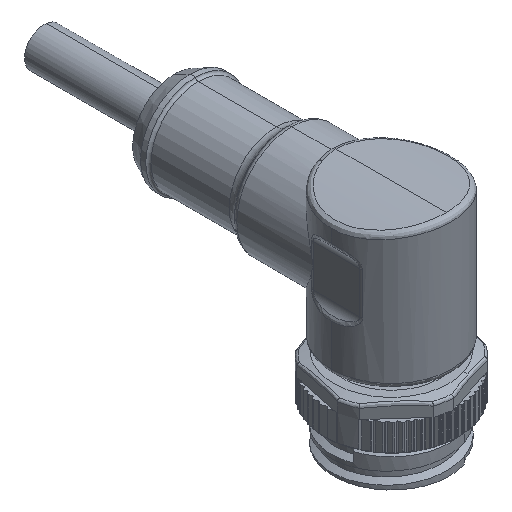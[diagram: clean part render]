
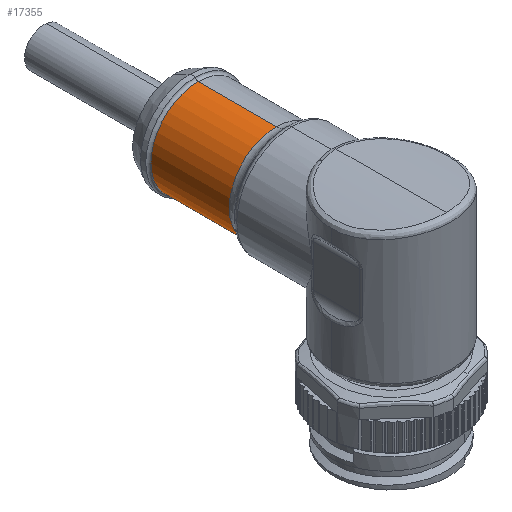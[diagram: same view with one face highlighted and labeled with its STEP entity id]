
A CAD part, isometric view. The second image highlights one B-rep face of the part: STEP entity #17355.
In plain terms, the highlighted cylindrical face has radius 9 mm (diameter 18 mm), a partial arc.
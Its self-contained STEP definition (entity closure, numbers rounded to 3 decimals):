
#17164=AXIS2_PLACEMENT_3D('Circle Axis2P3D',#17162,#17163,$) ;
#17328=AXIS2_PLACEMENT_3D('Cylinder Axis2P3D',#17325,#17326,#17327) ;
#17339=AXIS2_PLACEMENT_3D('Circle Axis2P3D',#17337,#17338,$) ;
#17162=CARTESIAN_POINT('Axis2P3D Location',(12.977,35.023,32.843)) ;
#17166=CARTESIAN_POINT('Vertex',(12.977,35.023,23.843)) ;
#17168=CARTESIAN_POINT('Vertex',(12.977,35.023,41.843)) ;
#17325=CARTESIAN_POINT('Axis2P3D Location',(12.977,41.487,32.843)) ;
#17330=CARTESIAN_POINT('Line Origine',(12.977,41.487,41.843)) ;
#17334=CARTESIAN_POINT('Vertex',(12.977,49.987,41.843)) ;
#17337=CARTESIAN_POINT('Axis2P3D Location',(12.977,49.987,32.843)) ;
#17341=CARTESIAN_POINT('Vertex',(12.977,49.987,23.843)) ;
#17344=CARTESIAN_POINT('Line Origine',(12.977,41.487,23.843)) ;
#17163=DIRECTION('Axis2P3D Direction',(0.,1.,0.)) ;
#17326=DIRECTION('Axis2P3D Direction',(0.,-1.,0.)) ;
#17327=DIRECTION('Axis2P3D XDirection',(0.,0.,-1.)) ;
#17331=DIRECTION('Vector Direction',(0.,-1.,0.)) ;
#17338=DIRECTION('Axis2P3D Direction',(0.,-1.,0.)) ;
#17345=DIRECTION('Vector Direction',(0.,-1.,0.)) ;
#17332=VECTOR('Line Direction',#17331,1.) ;
#17346=VECTOR('Line Direction',#17345,1.) ;
#17350=ORIENTED_EDGE('',*,*,#17336,.F.) ;
#17351=ORIENTED_EDGE('',*,*,#17343,.T.) ;
#17352=ORIENTED_EDGE('',*,*,#17348,.F.) ;
#17353=ORIENTED_EDGE('',*,*,#17170,.T.) ;
#17355=ADVANCED_FACE('Hauptk\X2\00F6\X0\rper',(#17354),#17329,.T.) ;
#17165=CIRCLE('generated circle',#17164,9.) ;
#17340=CIRCLE('generated circle',#17339,9.) ;
#17329=CYLINDRICAL_SURFACE('generated cylinder',#17328,9.) ;
#17170=EDGE_CURVE('',#17167,#17169,#17165,.T.) ;
#17336=EDGE_CURVE('',#17335,#17169,#17333,.T.) ;
#17343=EDGE_CURVE('',#17335,#17342,#17340,.T.) ;
#17348=EDGE_CURVE('',#17167,#17342,#17347,.F.) ;
#17349=EDGE_LOOP('',(#17350,#17351,#17352,#17353)) ;
#17354=FACE_OUTER_BOUND('',#17349,.T.) ;
#17333=LINE('Line',#17330,#17332) ;
#17347=LINE('Line',#17344,#17346) ;
#17167=VERTEX_POINT('',#17166) ;
#17169=VERTEX_POINT('',#17168) ;
#17335=VERTEX_POINT('',#17334) ;
#17342=VERTEX_POINT('',#17341) ;
